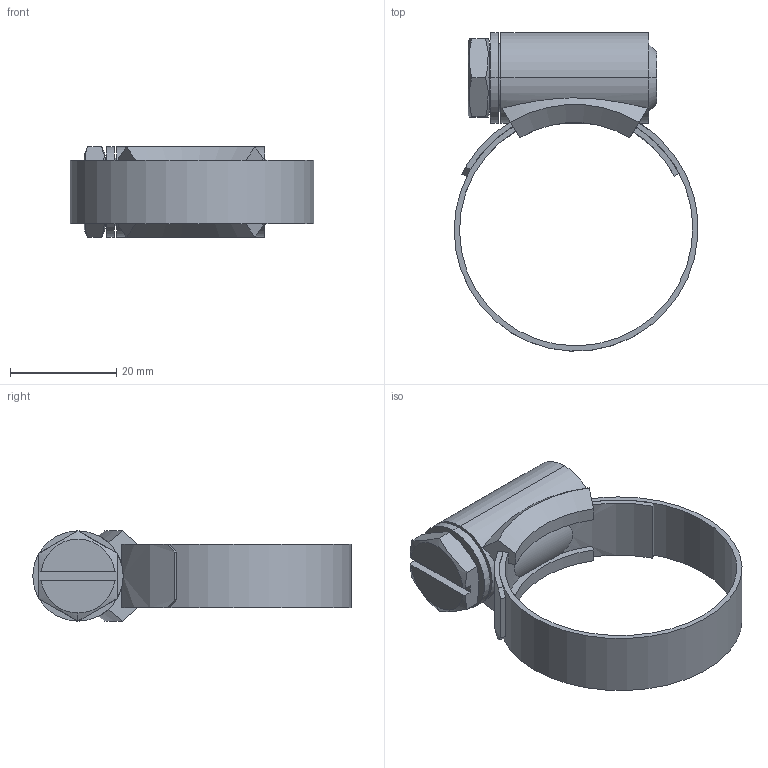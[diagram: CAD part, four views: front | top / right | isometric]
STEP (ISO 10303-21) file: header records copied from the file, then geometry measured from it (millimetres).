
FILE_DESCRIPTION (( 'STEP AP203' ), '1' );
FILE_NAME ('3D-R148_32-44_171781140.STEP', '2024-08-31T18:20:23', ( '' ), ( '' ), 'SwSTEP 2.0', 'SolidWorks 2024', '' );
FILE_SCHEMA (( 'CONFIG_CONTROL_DESIGN' ));
Length unit declared in the file: millimetre
Products named in the file (1): 3D-R148_32-44_171781140
Bounding box: 45.89 x 59.96 x 17 mm (x, y, z)
Volume: 9884 mm3; surface area: 8464 mm2
Topology: 2 solids, 4 shells, 93 faces, 236 edges, 151 vertices
Faces by surface type: plane 41, cylinder 31, cone 13, bspline 8
Entity records: 5474 total; most frequent: CARTESIAN_POINT 3309, ORIENTED_EDGE 472, DIRECTION 365, EDGE_CURVE 236, VERTEX_POINT 151, AXIS2_PLACEMENT_3D 135, EDGE_LOOP 105, VECTOR 95
